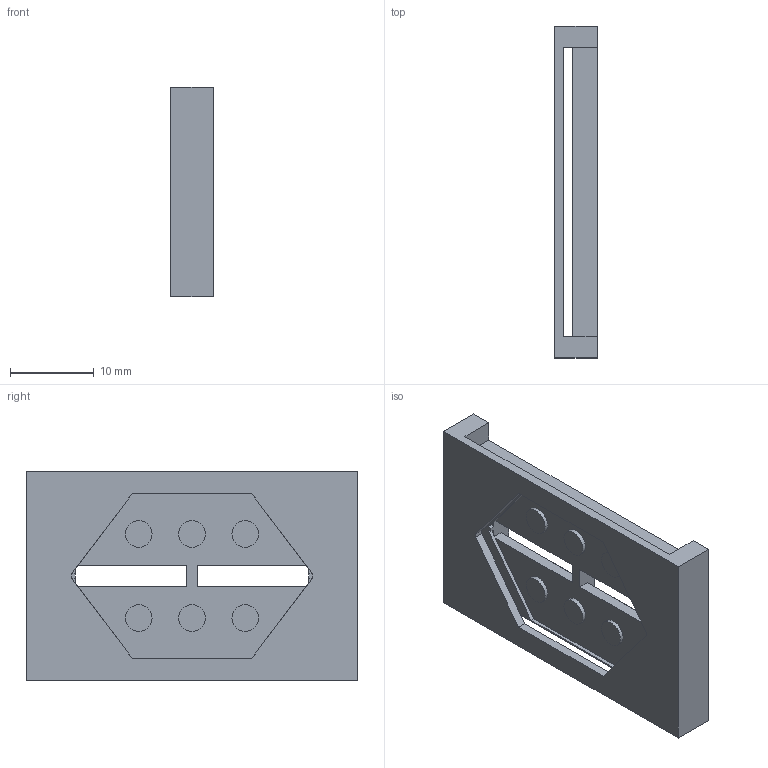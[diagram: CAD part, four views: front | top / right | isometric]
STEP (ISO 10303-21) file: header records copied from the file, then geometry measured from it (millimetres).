
FILE_DESCRIPTION( ( '' ), ' ' );
FILE_NAME( '5eac4479a92953155a812d34.step', '2020-05-01T15:47:05', ( '' ), ( '' ), ' ', ' ', ' ' );
FILE_SCHEMA( ( 'AUTOMOTIVE_DESIGN { 1 0 10303 214 1 1 1 1 }' ) );
Length unit declared in the file: metre
Products named in the file (1): DBS22 - Slit Mount
Bounding box: 5.08 x 39.52 x 24.99 mm (x, y, z)
Volume: 2769.8 mm3; surface area: 3303 mm2
Topology: 1 solids, 1 shells, 63 faces, 169 edges, 111 vertices
Faces by surface type: plane 57, cylinder 6
Full cylindrical faces by diameter (mm): 3.175 x6
Entity records: 2414 total; most frequent: CARTESIAN_POINT 332, ORIENTED_EDGE 320, DIRECTION 300, EDGE_CURVE 160, LINE 148, VECTOR 148, VERTEX_POINT 108, EDGE_LOOP 80
